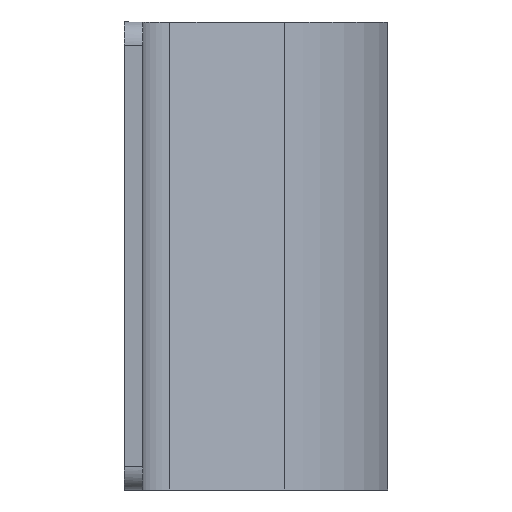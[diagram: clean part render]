
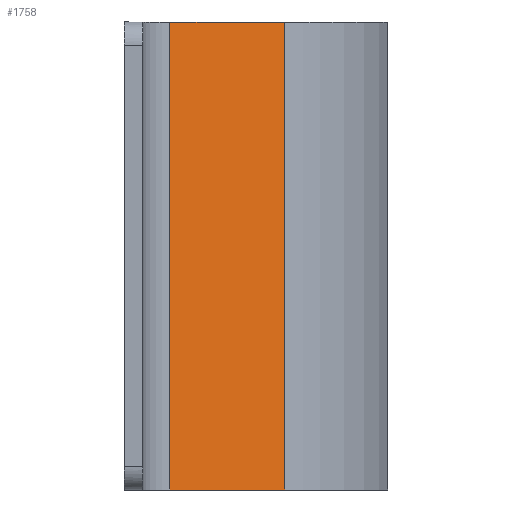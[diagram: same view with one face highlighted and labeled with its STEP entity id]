
A CAD part, left-side view. The second image highlights one B-rep face of the part: STEP entity #1758.
In plain terms, the highlighted free-form (B-spline) face has degree [1, 1] with [2, 2] control points.
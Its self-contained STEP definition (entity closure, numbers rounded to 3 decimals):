
#1166=CARTESIAN_POINT('',(-22.795,-0.795,40.0));
#1167=VERTEX_POINT('',#1166);
#1181=CARTESIAN_POINT('',(-16.483,-10.605,40.0));
#1182=VERTEX_POINT('',#1181);
#1183=CARTESIAN_POINT('',(-22.795,-0.795,40.0));
#1184=CARTESIAN_POINT('',(-16.483,-10.605,40.0));
#1185=QUASI_UNIFORM_CURVE('',1,(#1183,#1184),.UNSPECIFIED.,.F.,.U.);
#1186=EDGE_CURVE('',#1167,#1182,#1185,.T.);
#1492=CARTESIAN_POINT('',(-16.483,-10.605,0.0));
#1493=VERTEX_POINT('',#1492);
#1507=CARTESIAN_POINT('',(-22.795,-0.795,0.0));
#1508=VERTEX_POINT('',#1507);
#1509=CARTESIAN_POINT('',(-22.795,-0.795,0.0));
#1510=CARTESIAN_POINT('',(-16.483,-10.605,0.0));
#1511=QUASI_UNIFORM_CURVE('',1,(#1509,#1510),.UNSPECIFIED.,.F.,.U.);
#1512=EDGE_CURVE('',#1508,#1493,#1511,.T.);
#1733=CARTESIAN_POINT('',(-16.483,-10.605,0.0));
#1734=CARTESIAN_POINT('',(-16.483,-10.605,40.0));
#1735=QUASI_UNIFORM_CURVE('',1,(#1733,#1734),.UNSPECIFIED.,.F.,.U.);
#1736=EDGE_CURVE('',#1493,#1182,#1735,.T.);
#1743=CARTESIAN_POINT('',(-23.11,-0.305,-1.998));
#1744=CARTESIAN_POINT('',(-16.168,-11.095,-1.998));
#1745=CARTESIAN_POINT('',(-23.11,-0.305,41.998));
#1746=CARTESIAN_POINT('',(-16.168,-11.095,41.998));
#1747=B_SPLINE_SURFACE_WITH_KNOTS('',1,1,((#1743,#1745),(#1744,#1746)),.UNSPECIFIED.,.F.,.F.,.U.,(2,2),(2,2),(0.0,12.831),(0.0,43.996),.UNSPECIFIED.);
#1748=ORIENTED_EDGE('',*,*,#1186,.F.);
#1749=CARTESIAN_POINT('',(-22.795,-0.795,0.0));
#1750=CARTESIAN_POINT('',(-22.795,-0.795,40.0));
#1751=QUASI_UNIFORM_CURVE('',1,(#1749,#1750),.UNSPECIFIED.,.F.,.U.);
#1752=EDGE_CURVE('',#1508,#1167,#1751,.T.);
#1753=ORIENTED_EDGE('',*,*,#1752,.F.);
#1754=ORIENTED_EDGE('',*,*,#1512,.T.);
#1755=ORIENTED_EDGE('',*,*,#1736,.T.);
#1756=EDGE_LOOP('',(#1748,#1753,#1754,#1755));
#1757=FACE_OUTER_BOUND('',#1756,.T.);
#1758=ADVANCED_FACE('',(#1757),#1747,.T.);
